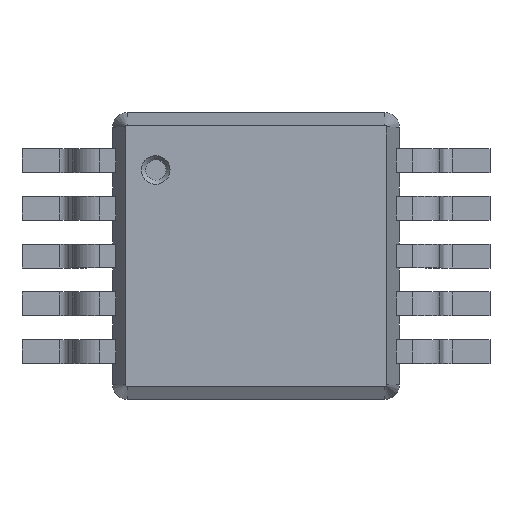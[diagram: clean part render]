
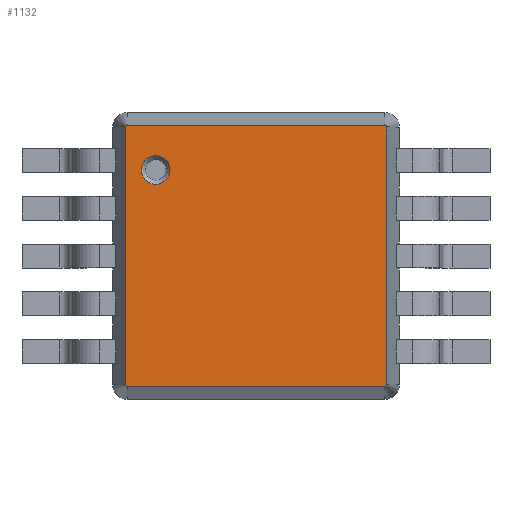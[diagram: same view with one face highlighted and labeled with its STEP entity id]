
A CAD part, top view. The second image highlights one B-rep face of the part: STEP entity #1132.
In plain terms, the highlighted planar face has unit normal (0, 0, 1).
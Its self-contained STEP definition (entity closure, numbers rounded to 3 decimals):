
#84=CARTESIAN_POINT('',(-0.9,0.9,1.15));
#85=VERTEX_POINT('',#84);
#86=CARTESIAN_POINT('',(-1.05,0.9,1.15));
#87=DIRECTION('',(0.0,0.0,1.0));
#88=DIRECTION('',(1.0,0.0,0.0));
#89=AXIS2_PLACEMENT_3D('',#86,#87,#88);
#90=CIRCLE('',#89,0.15);
#91=EDGE_CURVE('',#85,#85,#90,.T.);
#310=CARTESIAN_POINT('',(-1.366,-1.35,1.15));
#311=VERTEX_POINT('',#310);
#318=CARTESIAN_POINT('',(-1.366,1.35,1.15));
#319=VERTEX_POINT('',#318);
#320=CARTESIAN_POINT('',(-1.366,1.35,1.15));
#321=DIRECTION('',(0.0,-1.0,0.0));
#322=VECTOR('',#321,2.7);
#323=LINE('',#320,#322);
#324=EDGE_CURVE('',#319,#311,#323,.T.);
#841=CARTESIAN_POINT('',(-1.35,1.366,1.15));
#842=VERTEX_POINT('',#841);
#843=CARTESIAN_POINT('',(-1.35,1.35,1.15));
#844=DIRECTION('',(0.0,0.0,1.0));
#845=DIRECTION('',(-1.0,0.0,0.0));
#846=AXIS2_PLACEMENT_3D('',#843,#844,#845);
#847=CIRCLE('',#846,0.016);
#848=EDGE_CURVE('',#842,#319,#847,.T.);
#865=CARTESIAN_POINT('',(-1.35,-1.366,1.15));
#866=VERTEX_POINT('',#865);
#873=CARTESIAN_POINT('',(-1.35,-1.35,1.15));
#874=DIRECTION('',(0.0,0.0,1.0));
#875=DIRECTION('',(-1.0,0.0,0.0));
#876=AXIS2_PLACEMENT_3D('',#873,#874,#875);
#877=CIRCLE('',#876,0.016);
#878=EDGE_CURVE('',#311,#866,#877,.T.);
#890=CARTESIAN_POINT('',(1.35,-1.366,1.15));
#891=VERTEX_POINT('',#890);
#898=CARTESIAN_POINT('',(-1.35,-1.366,1.15));
#899=DIRECTION('',(1.0,0.0,0.0));
#900=VECTOR('',#899,2.7);
#901=LINE('',#898,#900);
#902=EDGE_CURVE('',#866,#891,#901,.T.);
#914=CARTESIAN_POINT('',(1.366,-1.35,1.15));
#915=VERTEX_POINT('',#914);
#922=CARTESIAN_POINT('',(1.35,-1.35,1.15));
#923=DIRECTION('',(0.0,0.0,1.0));
#924=DIRECTION('',(-1.0,0.0,0.0));
#925=AXIS2_PLACEMENT_3D('',#922,#923,#924);
#926=CIRCLE('',#925,0.016);
#927=EDGE_CURVE('',#891,#915,#926,.T.);
#1054=CARTESIAN_POINT('',(1.366,1.35,1.15));
#1055=VERTEX_POINT('',#1054);
#1062=CARTESIAN_POINT('',(1.366,-1.35,1.15));
#1063=DIRECTION('',(0.0,1.0,0.0));
#1064=VECTOR('',#1063,2.7);
#1065=LINE('',#1062,#1064);
#1066=EDGE_CURVE('',#915,#1055,#1065,.T.);
#1078=CARTESIAN_POINT('',(1.35,1.366,1.15));
#1079=VERTEX_POINT('',#1078);
#1086=CARTESIAN_POINT('',(1.35,1.35,1.15));
#1087=DIRECTION('',(0.0,0.0,1.0));
#1088=DIRECTION('',(-1.0,0.0,0.0));
#1089=AXIS2_PLACEMENT_3D('',#1086,#1087,#1088);
#1090=CIRCLE('',#1089,0.016);
#1091=EDGE_CURVE('',#1055,#1079,#1090,.T.);
#1104=CARTESIAN_POINT('',(1.35,1.366,1.15));
#1105=DIRECTION('',(-1.0,0.0,0.0));
#1106=VECTOR('',#1105,2.7);
#1107=LINE('',#1104,#1106);
#1108=EDGE_CURVE('',#1079,#842,#1107,.T.);
#1114=CARTESIAN_POINT('',(-1.35,1.35,1.15));
#1115=DIRECTION('',(0.0,0.0,-1.0));
#1116=DIRECTION('',(-1.0,0.0,0.0));
#1117=AXIS2_PLACEMENT_3D('',#1114,#1115,#1116);
#1118=PLANE('',#1117);
#1119=ORIENTED_EDGE('',*,*,#848,.T.);
#1120=ORIENTED_EDGE('',*,*,#324,.T.);
#1121=ORIENTED_EDGE('',*,*,#878,.T.);
#1122=ORIENTED_EDGE('',*,*,#902,.T.);
#1123=ORIENTED_EDGE('',*,*,#927,.T.);
#1124=ORIENTED_EDGE('',*,*,#1066,.T.);
#1125=ORIENTED_EDGE('',*,*,#1091,.T.);
#1126=ORIENTED_EDGE('',*,*,#1108,.T.);
#1127=EDGE_LOOP('',(#1119,#1120,#1121,#1122,#1123,#1124,#1125,#1126));
#1128=FACE_OUTER_BOUND('',#1127,.T.);
#1129=ORIENTED_EDGE('',*,*,#91,.F.);
#1130=EDGE_LOOP('',(#1129));
#1131=FACE_BOUND('',#1130,.T.);
#1132=ADVANCED_FACE('',(#1128,#1131),#1118,.F.);
